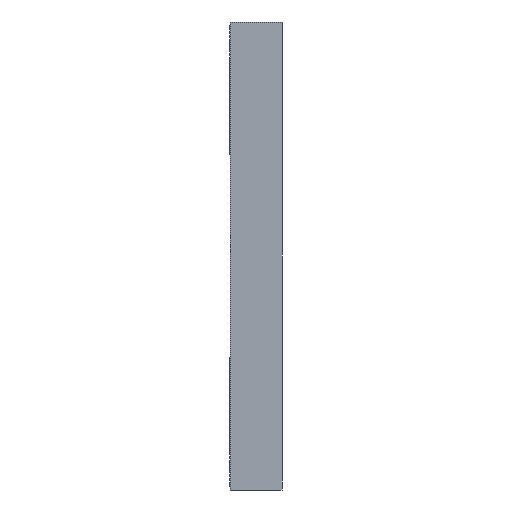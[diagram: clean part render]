
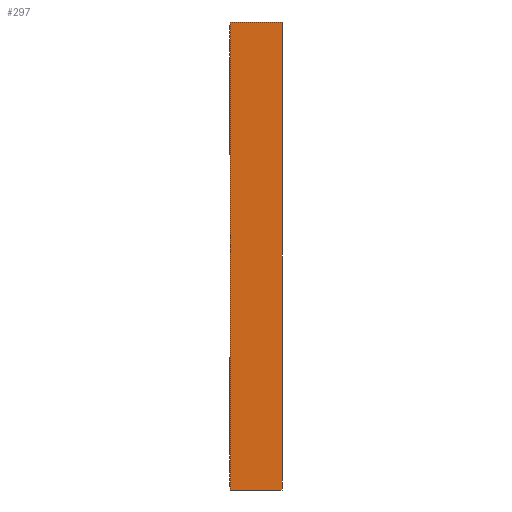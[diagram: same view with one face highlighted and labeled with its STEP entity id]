
A CAD part, left-side view. The second image highlights one B-rep face of the part: STEP entity #297.
In plain terms, the highlighted planar face has unit normal (-1, 0, 0).
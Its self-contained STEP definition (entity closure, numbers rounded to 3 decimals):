
#68 = VERTEX_POINT ( 'NONE', #502 ) ;
#86 = VECTOR ( 'NONE', #584, 1000. ) ;
#89 = CARTESIAN_POINT ( 'NONE',  ( -45., 10., -45. ) ) ;
#92 = ORIENTED_EDGE ( 'NONE', *, *, #780, .F. ) ;
#102 = VERTEX_POINT ( 'NONE', #109 ) ;
#109 = CARTESIAN_POINT ( 'NONE',  ( -45., 0., -45. ) ) ;
#139 = DIRECTION ( 'NONE',  ( 0., -1., 0. ) ) ;
#149 = DIRECTION ( 'NONE',  ( 1., 0., 0. ) ) ;
#226 = EDGE_CURVE ( 'NONE', #560, #68, #683, .T. ) ;
#229 = DIRECTION ( 'NONE',  ( 0., 0., -1. ) ) ;
#248 = DIRECTION ( 'NONE',  ( 0., 0., 1. ) ) ;
#297 = ADVANCED_FACE ( 'NONE', ( #328 ), #484, .F. ) ;
#328 = FACE_OUTER_BOUND ( 'NONE', #722, .T. ) ;
#363 = VECTOR ( 'NONE', #139, 1000. ) ;
#388 = CARTESIAN_POINT ( 'NONE',  ( -45., 10., -45. ) ) ;
#391 = LINE ( 'NONE', #646, #86 ) ;
#402 = CARTESIAN_POINT ( 'NONE',  ( -45., 10., -45. ) ) ;
#409 = ORIENTED_EDGE ( 'NONE', *, *, #226, .F. ) ;
#415 = AXIS2_PLACEMENT_3D ( 'NONE', #402, #149, #229 ) ;
#434 = EDGE_CURVE ( 'NONE', #102, #451, #772, .T. ) ;
#439 = CARTESIAN_POINT ( 'NONE',  ( -45., 0., 45. ) ) ;
#451 = VERTEX_POINT ( 'NONE', #439 ) ;
#480 = ORIENTED_EDGE ( 'NONE', *, *, #434, .T. ) ;
#484 = PLANE ( 'NONE',  #415 ) ;
#502 = CARTESIAN_POINT ( 'NONE',  ( -45., 10., 45. ) ) ;
#519 = LINE ( 'NONE', #624, #363 ) ;
#560 = VERTEX_POINT ( 'NONE', #388 ) ;
#561 = VECTOR ( 'NONE', #762, 1000. ) ;
#577 = EDGE_CURVE ( 'NONE', #560, #102, #519, .T. ) ;
#584 = DIRECTION ( 'NONE',  ( 0., -1., 0. ) ) ;
#624 = CARTESIAN_POINT ( 'NONE',  ( -45., 10., -45. ) ) ;
#646 = CARTESIAN_POINT ( 'NONE',  ( -45., 10., 45. ) ) ;
#647 = ORIENTED_EDGE ( 'NONE', *, *, #577, .T. ) ;
#670 = CARTESIAN_POINT ( 'NONE',  ( -45., 0., -45. ) ) ;
#683 = LINE ( 'NONE', #89, #561 ) ;
#722 = EDGE_LOOP ( 'NONE', ( #480, #92, #409, #647 ) ) ;
#751 = VECTOR ( 'NONE', #248, 1000. ) ;
#762 = DIRECTION ( 'NONE',  ( 0., 0., 1. ) ) ;
#772 = LINE ( 'NONE', #670, #751 ) ;
#780 = EDGE_CURVE ( 'NONE', #68, #451, #391, .T. ) ;
